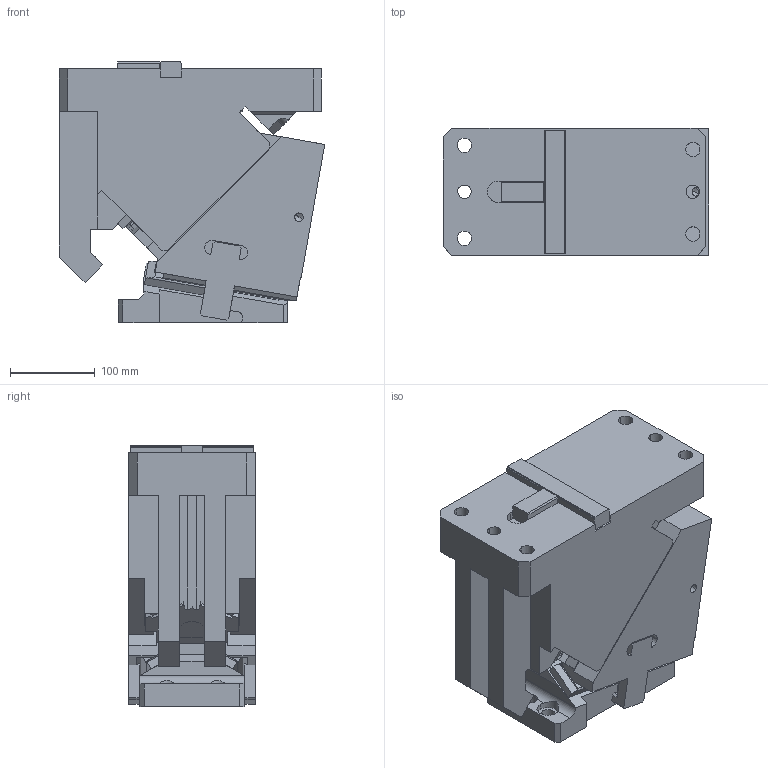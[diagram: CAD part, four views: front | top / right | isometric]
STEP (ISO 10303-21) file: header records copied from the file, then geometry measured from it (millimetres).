
FILE_DESCRIPTION(('CATIA V5 STEP Exchange'),'2;1');
FILE_NAME('CACV_F_150_10.stp','2015-04-27T06:45:46+00:00',('none'),('none'),'CATIA Version 5 Release 19 SP 2 (IN-10)','CATIA V5 STEP AP203','none');
FILE_SCHEMA(('CONFIG_CONTROL_DESIGN'));
Length unit declared in the file: millimetre
Products named in the file (1): CACV_F_150_10
Bounding box: 313.81 x 150 x 309 mm (x, y, z)
Volume: 10052785.5 mm3; surface area: 636251 mm2
Topology: 3 solids, 7 shells, 507 faces, 1438 edges, 938 vertices
Faces by surface type: plane 362, cylinder 133, extrusion 6, cone 6
Entity records: 17118 total; most frequent: CARTESIAN_POINT 4446, ORIENTED_EDGE 2864, DIRECTION 2167, EDGE_CURVE 1432, VECTOR 1125, LINE 1119, VERTEX_POINT 938, AXIS2_PLACEMENT_3D 600
